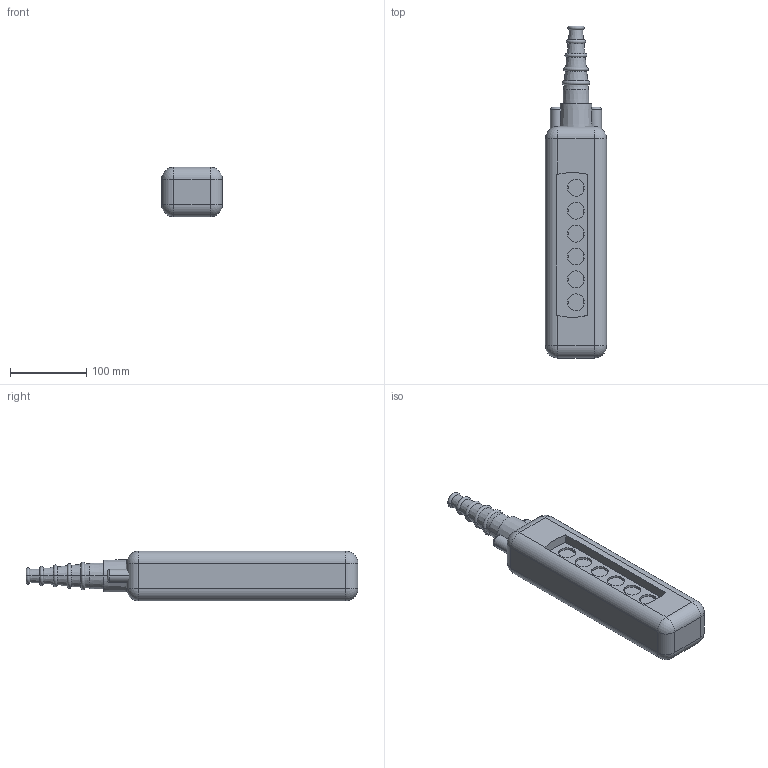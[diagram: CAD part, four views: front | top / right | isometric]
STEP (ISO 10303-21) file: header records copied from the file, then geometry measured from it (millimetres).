
FILE_DESCRIPTION((''),'2;1');
FILE_NAME('XACA06H7-3D_ASM','2021-04-15T14:34:37',('SESA231899'),('Schneider-Electric'),'CREO PARAMETRIC BY PTC INC, 2019471','CREO PARAMETRIC BY PTC INC, 2019471','');
FILE_SCHEMA(('AP242_MANAGED_MODEL_BASED_3D_ENGINEERING_MIM_LF { 1 0 10303 442 1 1 4 }'));
Products named in the file (3): XACA06H7-3D_PRT0001; XACA06H7-3D_PRT0002; XACA06H7-3D_ASM
Assembly tree (2 placements, depth 2):
  XACA06H7-3D_ASM
    XACA06H7-3D_PRT0001
    XACA06H7-3D_PRT0002
Bounding box: 80.02 x 434.93 x 64.82 mm (x, y, z)
Volume: 1501212.5 mm3; surface area: 114425.6 mm2
Topology: 2 solids, 2 shells, 128 faces, 318 edges, 204 vertices
Faces by surface type: plane 60, cylinder 32, cone 14, torus 12, sphere 8, extrusion 2
Entity records: 59315 total; most frequent: CARTESIAN_POINT 54352, POLYLINE 924, DIRECTION 806, ORIENTED_EDGE 626, EDGE_CURVE 313, AXIS2_PLACEMENT_3D 312, VERTEX_POINT 194, VECTOR 182
